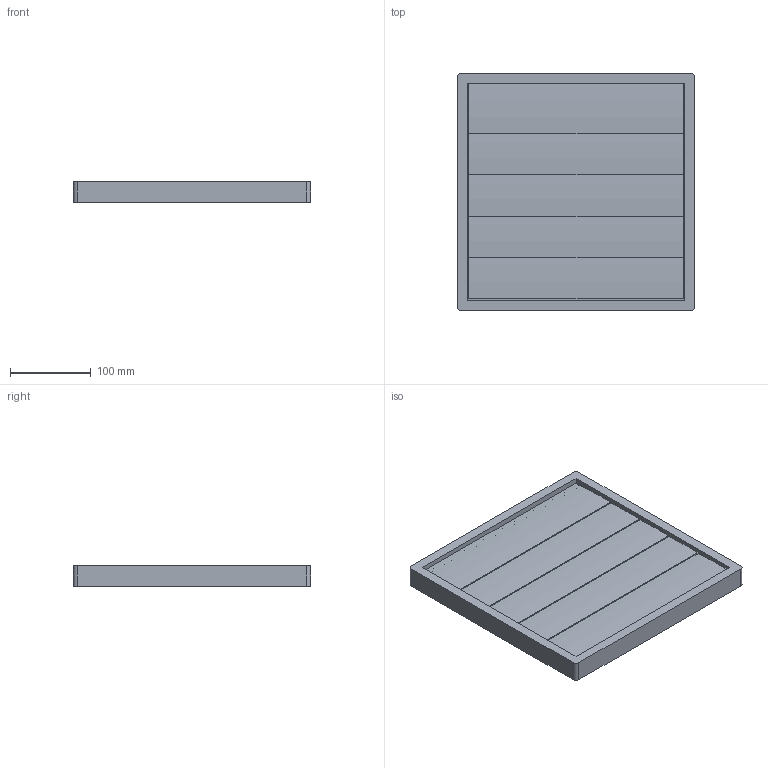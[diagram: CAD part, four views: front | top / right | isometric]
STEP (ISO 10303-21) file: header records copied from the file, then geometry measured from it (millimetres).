
FILE_DESCRIPTION (( 'STEP AP214' ), '1' );
FILE_NAME ('1_-_WSK 25 EX-214.step', '2023-09-12T09:03:58', ( '' ), ( '' ), 'SwSTEP 2.0', 'SolidWorks 2020', '' );
FILE_SCHEMA (( 'AUTOMOTIVE_DESIGN' ));
Length unit declared in the file: millimetre
Products named in the file (4): PS-Kunststoffstift_PS EX; WSK 15-50 EX-Rahmen_WSK 25 EX; WSK EX-Kunststoff-Lamelle_62 x 266 EX; 1_-_WSK 25 EX-214
Assembly tree (16 placements, depth 2):
  1_-_WSK 25 EX-214
    WSK 15-50 EX-Rahmen_WSK 25 EX
    WSK EX-Kunststoff-Lamelle_62 x 266 EX  x5
    PS-Kunststoffstift_PS EX  x10
Bounding box: 294 x 294 x 26 mm (x, y, z)
Volume: 297263.3 mm3; surface area: 376729.6 mm2
Topology: 16 solids, 16 shells, 232 faces, 558 edges, 372 vertices
Faces by surface type: cylinder 130, plane 102
Entity records: 3470 total; most frequent: DIRECTION 590, CARTESIAN_POINT 573, ORIENTED_EDGE 552, EDGE_CURVE 276, AXIS2_PLACEMENT_3D 201, LINE 188, VECTOR 188, VERTEX_POINT 184
